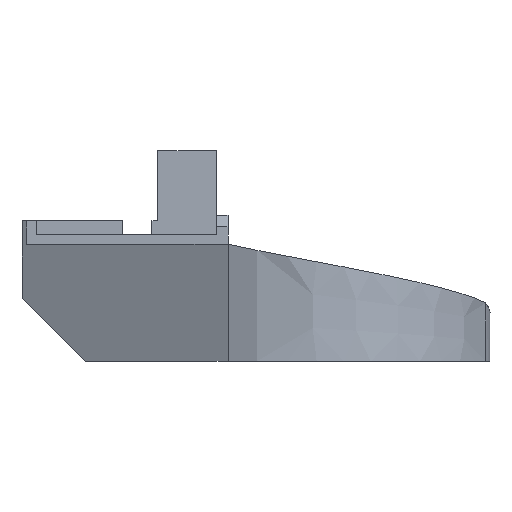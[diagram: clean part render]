
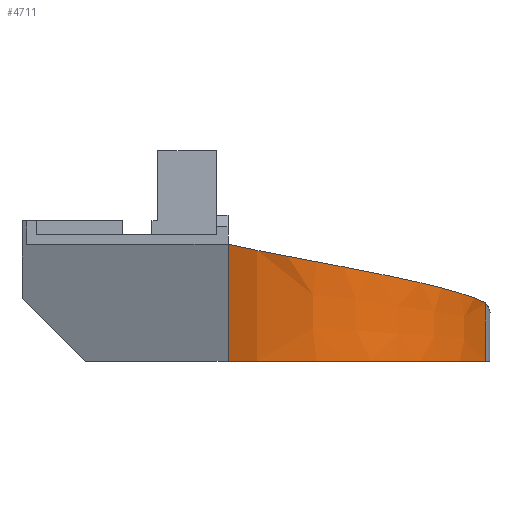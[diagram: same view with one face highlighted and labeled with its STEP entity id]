
A CAD part, left-side view. The second image highlights one B-rep face of the part: STEP entity #4711.
In plain terms, the highlighted free-form (B-spline) face has degree [3, 3] with [4, 7] control points.
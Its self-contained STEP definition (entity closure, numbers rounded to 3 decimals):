
#273=LINE('',#6691,#713);
#536=LINE('',#8987,#976);
#713=VECTOR('',#5243,10.);
#976=VECTOR('',#5848,10.);
#1361=FACE_OUTER_BOUND('',#1631,.T.);
#1631=EDGE_LOOP('',(#4385,#4386,#4387,#4388));
#1879=B_SPLINE_CURVE_WITH_KNOTS('',3,(#9366,#9367,#9368,#9369,#9370,#9371,
#9372),.UNSPECIFIED.,.F.,.F.,(4,1,1,1,4),(0.,0.286,0.571,
0.714,1.),.UNSPECIFIED.);
#1882=B_SPLINE_CURVE_WITH_KNOTS('',3,(#9490,#9491,#9492,#9493,#9494,#9495,
#9496),.UNSPECIFIED.,.F.,.F.,(4,1,1,1,4),(0.,0.286,0.571,
0.714,1.),.UNSPECIFIED.);
#1920=VERTEX_POINT('',#6332);
#1997=VERTEX_POINT('',#6688);
#1998=VERTEX_POINT('',#6690);
#2262=VERTEX_POINT('',#8986);
#2464=EDGE_CURVE('',#1997,#1998,#273,.T.);
#2876=EDGE_CURVE('',#1920,#2262,#536,.T.);
#2999=EDGE_CURVE('',#1998,#1920,#1879,.T.);
#3016=EDGE_CURVE('',#1997,#2262,#1882,.T.);
#4385=ORIENTED_EDGE('',*,*,#2464,.F.);
#4386=ORIENTED_EDGE('',*,*,#3016,.T.);
#4387=ORIENTED_EDGE('',*,*,#2876,.F.);
#4388=ORIENTED_EDGE('',*,*,#2999,.F.);
#4459=B_SPLINE_SURFACE_WITH_KNOTS('',3,3,((#9498,#9499,#9500,#9501,#9502,
#9503,#9504),(#9505,#9506,#9507,#9508,#9509,#9510,#9511),(#9512,#9513,#9514,
#9515,#9516,#9517,#9518),(#9519,#9520,#9521,#9522,#9523,#9524,#9525)),
 .UNSPECIFIED.,.F.,.F.,.F.,(4,4),(4,1,1,1,4),(0.,1.),(0.,0.286,
0.571,0.714,1.),.UNSPECIFIED.);
#4711=ADVANCED_FACE('',(#1361),#4459,.T.);
#5243=DIRECTION('',(0.,0.,1.));
#5848=DIRECTION('',(0.,0.,-1.));
#6332=CARTESIAN_POINT('',(-12.,0.,5.));
#6688=CARTESIAN_POINT('',(-21.18,22.,0.));
#6690=CARTESIAN_POINT('',(-21.18,22.,10.));
#6691=CARTESIAN_POINT('',(-21.18,22.,0.));
#8986=CARTESIAN_POINT('',(-12.,0.,0.));
#8987=CARTESIAN_POINT('',(-12.,0.,0.));
#9366=CARTESIAN_POINT('Ctrl Pts',(-21.18,22.,10.));
#9367=CARTESIAN_POINT('Ctrl Pts',(-22.219,19.775,9.524));
#9368=CARTESIAN_POINT('Ctrl Pts',(-23.257,14.779,8.571));
#9369=CARTESIAN_POINT('Ctrl Pts',(-21.548,8.497,7.381));
#9370=CARTESIAN_POINT('Ctrl Pts',(-17.786,3.219,6.19));
#9371=CARTESIAN_POINT('Ctrl Pts',(-14.467,0.939,5.476));
#9372=CARTESIAN_POINT('Ctrl Pts',(-12.,0.,5.));
#9490=CARTESIAN_POINT('Ctrl Pts',(-21.18,22.,0.));
#9491=CARTESIAN_POINT('Ctrl Pts',(-22.219,19.775,0.));
#9492=CARTESIAN_POINT('Ctrl Pts',(-23.257,14.779,0.));
#9493=CARTESIAN_POINT('Ctrl Pts',(-21.548,8.497,0.));
#9494=CARTESIAN_POINT('Ctrl Pts',(-17.786,3.219,0.));
#9495=CARTESIAN_POINT('Ctrl Pts',(-14.467,0.939,0.));
#9496=CARTESIAN_POINT('Ctrl Pts',(-12.,0.,0.));
#9498=CARTESIAN_POINT('Ctrl Pts',(-21.18,22.,10.));
#9499=CARTESIAN_POINT('Ctrl Pts',(-22.219,19.775,9.524));
#9500=CARTESIAN_POINT('Ctrl Pts',(-23.257,14.779,8.571));
#9501=CARTESIAN_POINT('Ctrl Pts',(-21.548,8.497,7.381));
#9502=CARTESIAN_POINT('Ctrl Pts',(-17.786,3.219,6.19));
#9503=CARTESIAN_POINT('Ctrl Pts',(-14.467,0.939,5.476));
#9504=CARTESIAN_POINT('Ctrl Pts',(-12.,0.,5.));
#9505=CARTESIAN_POINT('Ctrl Pts',(-21.18,22.,6.667));
#9506=CARTESIAN_POINT('Ctrl Pts',(-22.219,19.775,6.349));
#9507=CARTESIAN_POINT('Ctrl Pts',(-23.257,14.779,5.714));
#9508=CARTESIAN_POINT('Ctrl Pts',(-21.548,8.497,4.921));
#9509=CARTESIAN_POINT('Ctrl Pts',(-17.786,3.219,4.127));
#9510=CARTESIAN_POINT('Ctrl Pts',(-14.467,0.939,3.651));
#9511=CARTESIAN_POINT('Ctrl Pts',(-12.,0.,3.333));
#9512=CARTESIAN_POINT('Ctrl Pts',(-21.18,22.,3.333));
#9513=CARTESIAN_POINT('Ctrl Pts',(-22.219,19.775,3.175));
#9514=CARTESIAN_POINT('Ctrl Pts',(-23.257,14.779,2.857));
#9515=CARTESIAN_POINT('Ctrl Pts',(-21.548,8.497,2.46));
#9516=CARTESIAN_POINT('Ctrl Pts',(-17.786,3.219,2.063));
#9517=CARTESIAN_POINT('Ctrl Pts',(-14.467,0.939,1.825));
#9518=CARTESIAN_POINT('Ctrl Pts',(-12.,0.,1.667));
#9519=CARTESIAN_POINT('Ctrl Pts',(-21.18,22.,0.));
#9520=CARTESIAN_POINT('Ctrl Pts',(-22.219,19.775,0.));
#9521=CARTESIAN_POINT('Ctrl Pts',(-23.257,14.779,0.));
#9522=CARTESIAN_POINT('Ctrl Pts',(-21.548,8.497,0.));
#9523=CARTESIAN_POINT('Ctrl Pts',(-17.786,3.219,0.));
#9524=CARTESIAN_POINT('Ctrl Pts',(-14.467,0.939,0.));
#9525=CARTESIAN_POINT('Ctrl Pts',(-12.,0.,0.));
